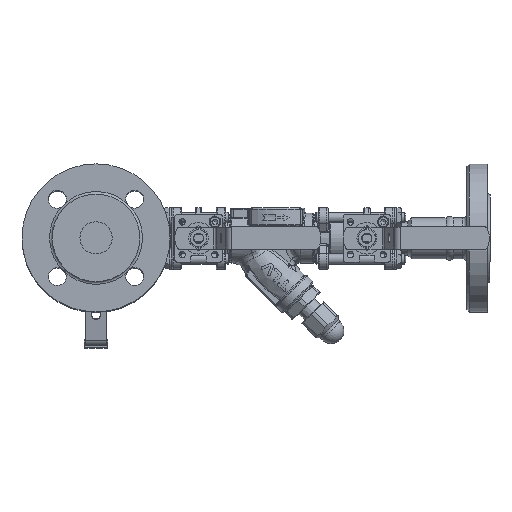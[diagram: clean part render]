
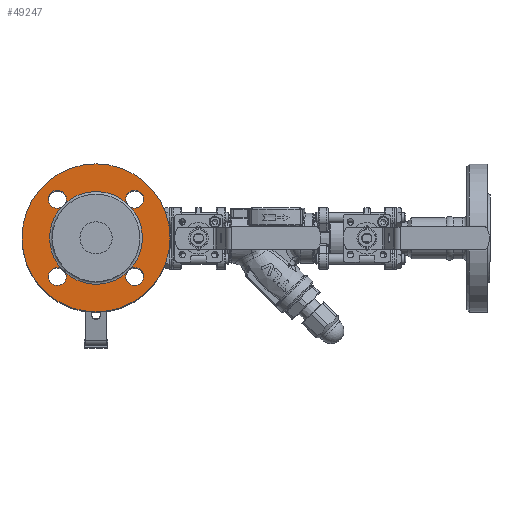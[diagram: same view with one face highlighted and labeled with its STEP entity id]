
A CAD part, top view. The second image highlights one B-rep face of the part: STEP entity #49247.
In plain terms, the highlighted planar face has unit normal (0, 0, 1).
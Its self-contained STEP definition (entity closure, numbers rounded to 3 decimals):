
#4935=FACE_BOUND('',#11044,.T.);
#5598=PLANE('',#53871);
#7817=FACE_OUTER_BOUND('',#11043,.T.);
#11043=EDGE_LOOP('',(#39981));
#11044=EDGE_LOOP('',(#39982,#39983,#39984,#39985,#39986,#39987,#39988,#39989,
#39990,#39991,#39992,#39993,#39994));
#18871=CIRCLE('',#53872,57.5);
#18872=CIRCLE('',#53873,36.);
#18873=CIRCLE('',#53874,7.);
#18874=CIRCLE('',#53875,7.);
#18875=CIRCLE('',#53876,36.);
#18876=CIRCLE('',#53877,7.);
#18877=CIRCLE('',#53878,7.);
#18878=CIRCLE('',#53879,36.);
#18879=CIRCLE('',#53880,7.);
#18880=CIRCLE('',#53881,7.);
#18881=CIRCLE('',#53882,36.);
#18882=CIRCLE('',#53883,36.);
#18883=CIRCLE('',#53884,7.);
#18884=CIRCLE('',#53885,7.);
#22391=VERTEX_POINT('',#88879);
#22392=VERTEX_POINT('',#88881);
#22393=VERTEX_POINT('',#88882);
#22394=VERTEX_POINT('',#88884);
#22395=VERTEX_POINT('',#88886);
#22396=VERTEX_POINT('',#88888);
#22397=VERTEX_POINT('',#88890);
#22398=VERTEX_POINT('',#88892);
#22399=VERTEX_POINT('',#88894);
#22400=VERTEX_POINT('',#88896);
#22401=VERTEX_POINT('',#88898);
#22402=VERTEX_POINT('',#88900);
#22403=VERTEX_POINT('',#88902);
#22404=VERTEX_POINT('',#88904);
#28537=EDGE_CURVE('',#22391,#22391,#18871,.T.);
#28538=EDGE_CURVE('',#22392,#22393,#18872,.T.);
#28539=EDGE_CURVE('',#22392,#22394,#18873,.T.);
#28540=EDGE_CURVE('',#22394,#22395,#18874,.T.);
#28541=EDGE_CURVE('',#22396,#22395,#18875,.T.);
#28542=EDGE_CURVE('',#22396,#22397,#18876,.T.);
#28543=EDGE_CURVE('',#22397,#22398,#18877,.T.);
#28544=EDGE_CURVE('',#22399,#22398,#18878,.T.);
#28545=EDGE_CURVE('',#22399,#22400,#18879,.T.);
#28546=EDGE_CURVE('',#22400,#22401,#18880,.T.);
#28547=EDGE_CURVE('',#22402,#22401,#18881,.T.);
#28548=EDGE_CURVE('',#22403,#22402,#18882,.T.);
#28549=EDGE_CURVE('',#22403,#22404,#18883,.T.);
#28550=EDGE_CURVE('',#22404,#22393,#18884,.T.);
#39981=ORIENTED_EDGE('',*,*,#28537,.F.);
#39982=ORIENTED_EDGE('',*,*,#28538,.F.);
#39983=ORIENTED_EDGE('',*,*,#28539,.T.);
#39984=ORIENTED_EDGE('',*,*,#28540,.T.);
#39985=ORIENTED_EDGE('',*,*,#28541,.F.);
#39986=ORIENTED_EDGE('',*,*,#28542,.T.);
#39987=ORIENTED_EDGE('',*,*,#28543,.T.);
#39988=ORIENTED_EDGE('',*,*,#28544,.F.);
#39989=ORIENTED_EDGE('',*,*,#28545,.T.);
#39990=ORIENTED_EDGE('',*,*,#28546,.T.);
#39991=ORIENTED_EDGE('',*,*,#28547,.F.);
#39992=ORIENTED_EDGE('',*,*,#28548,.F.);
#39993=ORIENTED_EDGE('',*,*,#28549,.T.);
#39994=ORIENTED_EDGE('',*,*,#28550,.T.);
#49247=ADVANCED_FACE('',(#7817,#4935),#5598,.F.);
#53871=AXIS2_PLACEMENT_3D('',#88878,#64170,#64171);
#53872=AXIS2_PLACEMENT_3D('',#88880,#64172,#64173);
#53873=AXIS2_PLACEMENT_3D('',#88883,#64174,#64175);
#53874=AXIS2_PLACEMENT_3D('',#88885,#64176,#64177);
#53875=AXIS2_PLACEMENT_3D('',#88887,#64178,#64179);
#53876=AXIS2_PLACEMENT_3D('',#88889,#64180,#64181);
#53877=AXIS2_PLACEMENT_3D('',#88891,#64182,#64183);
#53878=AXIS2_PLACEMENT_3D('',#88893,#64184,#64185);
#53879=AXIS2_PLACEMENT_3D('',#88895,#64186,#64187);
#53880=AXIS2_PLACEMENT_3D('',#88897,#64188,#64189);
#53881=AXIS2_PLACEMENT_3D('',#88899,#64190,#64191);
#53882=AXIS2_PLACEMENT_3D('',#88901,#64192,#64193);
#53883=AXIS2_PLACEMENT_3D('',#88903,#64194,#64195);
#53884=AXIS2_PLACEMENT_3D('',#88905,#64196,#64197);
#53885=AXIS2_PLACEMENT_3D('',#88906,#64198,#64199);
#64170=DIRECTION('center_axis',(0.,0.,
-1.));
#64171=DIRECTION('ref_axis',(1.,0.,0.));
#64172=DIRECTION('center_axis',(0.,0.,
-1.));
#64173=DIRECTION('ref_axis',(1.,0.,0.));
#64174=DIRECTION('center_axis',(0.,0.,
1.));
#64175=DIRECTION('ref_axis',(1.,0.,0.));
#64176=DIRECTION('center_axis',(0.,0.,
-1.));
#64177=DIRECTION('ref_axis',(1.,0.,0.));
#64178=DIRECTION('center_axis',(0.,0.,
-1.));
#64179=DIRECTION('ref_axis',(1.,0.,0.));
#64180=DIRECTION('center_axis',(0.,0.,
1.));
#64181=DIRECTION('ref_axis',(1.,0.,0.));
#64182=DIRECTION('center_axis',(0.,0.,
-1.));
#64183=DIRECTION('ref_axis',(0.,-1.,0.));
#64184=DIRECTION('center_axis',(0.,0.,
-1.));
#64185=DIRECTION('ref_axis',(0.,-1.,0.));
#64186=DIRECTION('center_axis',(0.,0.,
1.));
#64187=DIRECTION('ref_axis',(1.,0.,0.));
#64188=DIRECTION('center_axis',(0.,0.,
-1.));
#64189=DIRECTION('ref_axis',(-1.,0.,0.));
#64190=DIRECTION('center_axis',(0.,0.,
-1.));
#64191=DIRECTION('ref_axis',(-1.,0.,0.));
#64192=DIRECTION('center_axis',(0.,0.,
1.));
#64193=DIRECTION('ref_axis',(1.,0.,0.));
#64194=DIRECTION('center_axis',(0.,0.,
1.));
#64195=DIRECTION('ref_axis',(1.,0.,0.));
#64196=DIRECTION('center_axis',(0.,0.,
-1.));
#64197=DIRECTION('ref_axis',(0.,1.,0.));
#64198=DIRECTION('center_axis',(0.,0.,
-1.));
#64199=DIRECTION('ref_axis',(0.,1.,0.));
#88878=CARTESIAN_POINT('Origin',(-145.036,18.833,182.983));
#88879=CARTESIAN_POINT('',(-202.536,18.833,182.983));
#88880=CARTESIAN_POINT('Origin',(-145.036,18.833,182.983));
#88881=CARTESIAN_POINT('',(-121.326,45.922,182.983));
#88882=CARTESIAN_POINT('',(-168.746,45.922,182.983));
#88883=CARTESIAN_POINT('Origin',(-145.036,18.833,182.983));
#88884=CARTESIAN_POINT('',(-121.984,48.885,182.983));
#88885=CARTESIAN_POINT('Origin',(-114.984,48.885,182.983));
#88886=CARTESIAN_POINT('',(-117.946,42.543,182.983));
#88887=CARTESIAN_POINT('Origin',(-114.984,48.885,182.983));
#88888=CARTESIAN_POINT('',(-117.946,-4.877,182.983));
#88889=CARTESIAN_POINT('Origin',(-145.036,18.833,182.983));
#88890=CARTESIAN_POINT('',(-114.984,-4.219,182.983));
#88891=CARTESIAN_POINT('Origin',(-114.984,-11.219,182.983));
#88892=CARTESIAN_POINT('',(-121.326,-8.257,182.983));
#88893=CARTESIAN_POINT('Origin',(-114.984,-11.219,182.983));
#88894=CARTESIAN_POINT('',(-168.746,-8.257,182.983));
#88895=CARTESIAN_POINT('Origin',(-145.036,18.833,182.983));
#88896=CARTESIAN_POINT('',(-168.088,-11.219,182.983));
#88897=CARTESIAN_POINT('Origin',(-175.088,-11.219,182.983));
#88898=CARTESIAN_POINT('',(-172.125,-4.877,182.983));
#88899=CARTESIAN_POINT('Origin',(-175.088,-11.219,182.983));
#88900=CARTESIAN_POINT('',(-181.036,18.833,182.983));
#88901=CARTESIAN_POINT('Origin',(-145.036,18.833,182.983));
#88902=CARTESIAN_POINT('',(-172.125,42.543,182.983));
#88903=CARTESIAN_POINT('Origin',(-145.036,18.833,182.983));
#88904=CARTESIAN_POINT('',(-175.088,41.885,182.983));
#88905=CARTESIAN_POINT('Origin',(-175.088,48.885,182.983));
#88906=CARTESIAN_POINT('Origin',(-175.088,48.885,182.983));
